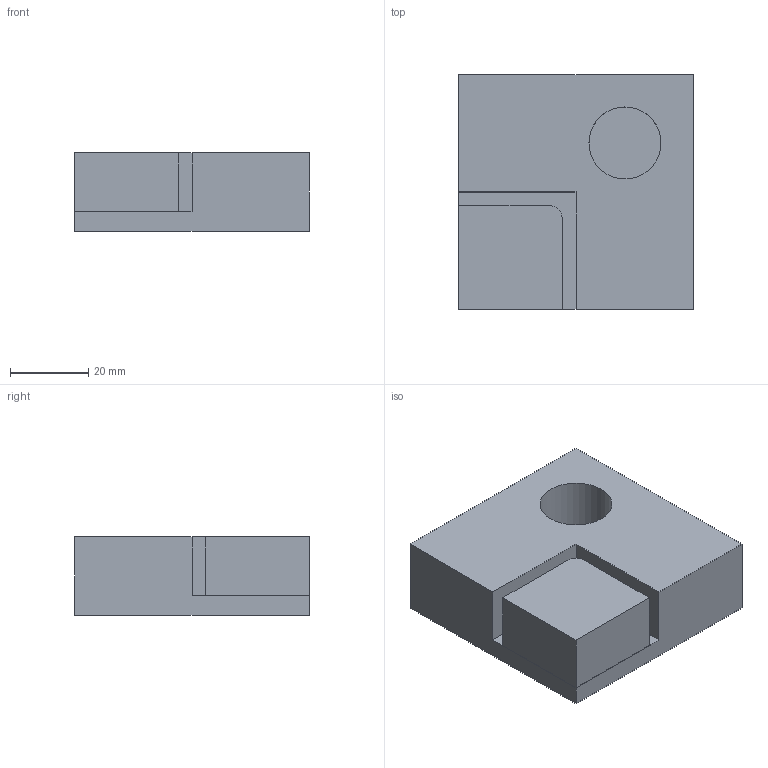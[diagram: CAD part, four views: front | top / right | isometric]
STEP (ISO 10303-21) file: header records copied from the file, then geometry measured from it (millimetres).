
FILE_DESCRIPTION(/* description */ (''),/* implementation_level */ '2;1');
FILE_NAME(/* name */ 'leg2.step',/* time_stamp */ '2024-11-10T13:52:52+02:00',/* author */ (''),/* organization */ (''),/* preprocessor_version */ 'ST-DEVELOPER v20',/* originating_system */ 'Autodesk Translation Framework v13.20.0.188',/* authorisation */ '');
FILE_SCHEMA (('AUTOMOTIVE_DESIGN { 1 0 10303 214 3 1 1 }'));
Length unit declared in the file: millimetre
Products named in the file (1): FusionComponent
Bounding box: 60 x 60 x 20 mm (x, y, z)
Volume: 64963.2 mm3; surface area: 15827.3 mm2
Topology: 2 solids, 2 shells, 18 faces, 39 edges, 26 vertices
Faces by surface type: plane 16, cylinder 2
Full cylindrical faces by diameter (mm): 18.4 x1
Entity records: 519 total; most frequent: CARTESIAN_POINT 84, DIRECTION 81, ORIENTED_EDGE 78, EDGE_CURVE 39, LINE 35, VECTOR 35, VERTEX_POINT 26, AXIS2_PLACEMENT_3D 23
